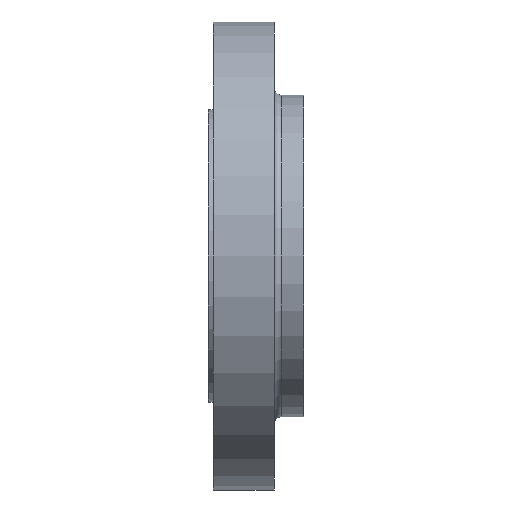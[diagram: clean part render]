
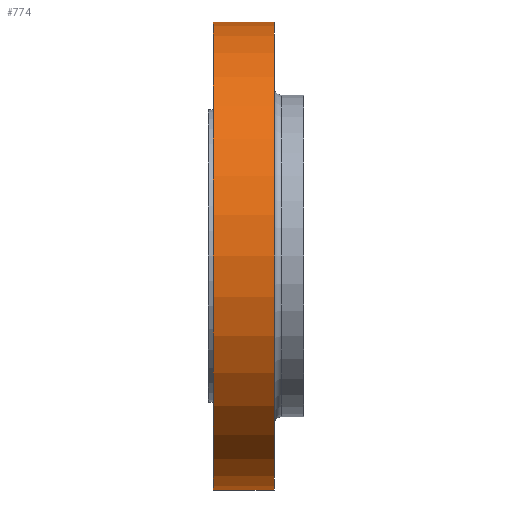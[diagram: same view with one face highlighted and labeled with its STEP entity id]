
A CAD part, front view. The second image highlights one B-rep face of the part: STEP entity #774.
In plain terms, the highlighted cylindrical face has radius 304.8 mm (diameter 609.6 mm), a partial arc.
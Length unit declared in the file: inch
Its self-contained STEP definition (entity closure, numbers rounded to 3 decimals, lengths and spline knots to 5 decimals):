
#14 = VERTEX_POINT ( 'NONE', #833 ) ;
#38 = EDGE_CURVE ( 'NONE', #269, #14, #592, .T. ) ;
#113 = DIRECTION ( 'NONE',  ( -1., 0., 0. ) ) ;
#158 = EDGE_CURVE ( 'NONE', #686, #809, #495, .T. ) ;
#180 = ORIENTED_EDGE ( 'NONE', *, *, #1506, .T. ) ;
#206 = AXIS2_PLACEMENT_3D ( 'NONE', #411, #113, #713 ) ;
#269 = VERTEX_POINT ( 'NONE', #679 ) ;
#325 = DIRECTION ( 'NONE',  ( -1., 0., 0. ) ) ;
#393 = CARTESIAN_POINT ( 'NONE',  ( 0., 0., 12. ) ) ;
#395 = ORIENTED_EDGE ( 'NONE', *, *, #1933, .F. ) ;
#409 = CARTESIAN_POINT ( 'NONE',  ( 0., 0., -12. ) ) ;
#411 = CARTESIAN_POINT ( 'NONE',  ( 0.10586, 0., 0. ) ) ;
#419 = DIRECTION ( 'NONE',  ( -1., 0., 0. ) ) ;
#421 = CARTESIAN_POINT ( 'NONE',  ( 0., 0., 0. ) ) ;
#435 = ORIENTED_EDGE ( 'NONE', *, *, #158, .T. ) ;
#440 = AXIS2_PLACEMENT_3D ( 'NONE', #1659, #325, #609 ) ;
#466 = ORIENTED_EDGE ( 'NONE', *, *, #38, .F. ) ;
#495 = CIRCLE ( 'NONE', #440, 12. ) ;
#534 = DIRECTION ( 'NONE',  ( 0., 0., 1. ) ) ;
#559 = DIRECTION ( 'NONE',  ( -1., 0., 0. ) ) ;
#592 = CIRCLE ( 'NONE', #206, 12. ) ;
#609 = DIRECTION ( 'NONE',  ( 0., 0., 1. ) ) ;
#679 = CARTESIAN_POINT ( 'NONE',  ( 0.10586, 0., -12. ) ) ;
#686 = VERTEX_POINT ( 'NONE', #1847 ) ;
#695 = LINE ( 'NONE', #409, #1252 ) ;
#713 = DIRECTION ( 'NONE',  ( 0., 0., 1. ) ) ;
#774 = ADVANCED_FACE ( 'NONE', ( #1593 ), #851, .T. ) ;
#808 = DIRECTION ( 'NONE',  ( -1., 0., 0. ) ) ;
#809 = VERTEX_POINT ( 'NONE', #1290 ) ;
#833 = CARTESIAN_POINT ( 'NONE',  ( 0.10586, 0., 12. ) ) ;
#851 = CYLINDRICAL_SURFACE ( 'NONE', #1761, 12. ) ;
#1074 = EDGE_LOOP ( 'NONE', ( #395, #435, #180, #466 ) ) ;
#1105 = LINE ( 'NONE', #393, #1843 ) ;
#1252 = VECTOR ( 'NONE', #419, 39.37008 ) ;
#1290 = CARTESIAN_POINT ( 'NONE',  ( 3.23086, 0., 12. ) ) ;
#1506 = EDGE_CURVE ( 'NONE', #809, #14, #1105, .T. ) ;
#1593 = FACE_OUTER_BOUND ( 'NONE', #1074, .T. ) ;
#1659 = CARTESIAN_POINT ( 'NONE',  ( 3.23086, 0., 0. ) ) ;
#1761 = AXIS2_PLACEMENT_3D ( 'NONE', #421, #559, #534 ) ;
#1843 = VECTOR ( 'NONE', #808, 39.37008 ) ;
#1847 = CARTESIAN_POINT ( 'NONE',  ( 3.23086, 0., -12. ) ) ;
#1933 = EDGE_CURVE ( 'NONE', #686, #269, #695, .T. ) ;
